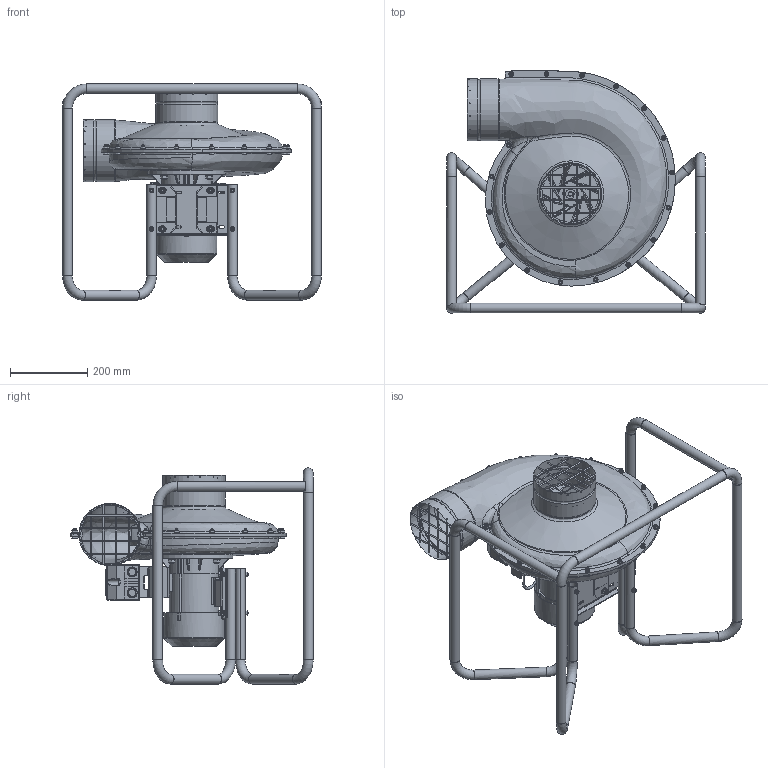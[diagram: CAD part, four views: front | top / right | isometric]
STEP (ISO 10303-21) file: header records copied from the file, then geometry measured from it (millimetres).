
FILE_DESCRIPTION(/* description */ ('805W86 FAST-160-P'),/* implementation_level */ '2;1');
FILE_NAME(/* name */ '805W86 FAST-160-P.stp',/* time_stamp */ '2022-05-12T06:55:16+02:00',/* author */ ('a.korpacki'),/* organization */ ('KLIMAWENT S.A.'),/* preprocessor_version */ 'ST-DEVELOPER v18.1',/* originating_system */ 'Autodesk Inventor 2021',/* authorisation */ '');
FILE_SCHEMA (('AUTOMOTIVE_DESIGN { 1 0 10303 214 3 1 1 }'));
Length unit declared in the file: millimetre
Products named in the file (1): ~~
Bounding box: 669.99 x 627.45 x 559.94 mm (x, y, z)
Volume: 7834023.3 mm3; surface area: 3010846.6 mm2
Topology: 19 solids, 19 shells, 2919 faces, 7136 edges, 4375 vertices
Faces by surface type: plane 1346, cylinder 820, cone 331, bspline 241, torus 158, sphere 23
Full cylindrical faces by diameter (mm): 2 x2, 3 x16, 3.2 x2, 3.5 x4, 4.8 x3, 5 x2, 5.5 x6, 6 x42, 6.3 x1, 6.4 x4, 6.5 x7, 6.647 x2, 8 x12, 8.4 x8, 8.88 x22, 9 x2, 10 x8, 10.1 x2, 11 x4, 11.63 x4, 12 x43, 12.5 x3, 14.63 x4, 16 x8, 17 x1, 19 x3, 19.5 x2, 20 x1, 22 x15, 25 x16
Entity records: 132590 total; most frequent: CARTESIAN_POINT 62800, ORIENTED_EDGE 14174, DIRECTION 13791, EDGE_CURVE 7087, AXIS2_PLACEMENT_3D 5336, VERTEX_POINT 4375, EDGE_LOOP 3294, LINE 3119
